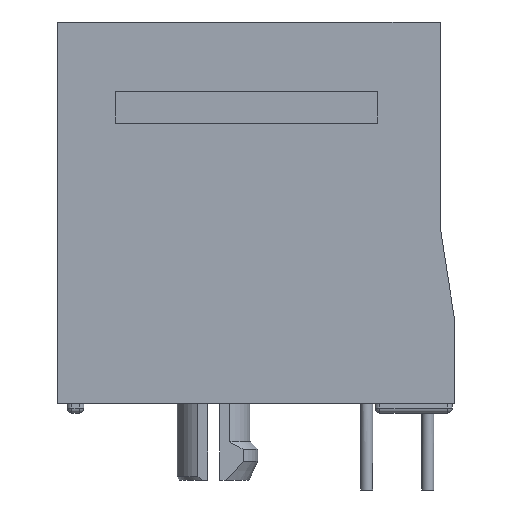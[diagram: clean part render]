
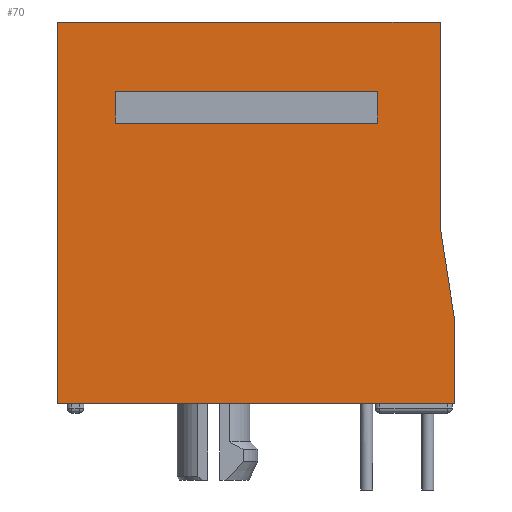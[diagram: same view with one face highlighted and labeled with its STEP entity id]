
A CAD part, left-side view. The second image highlights one B-rep face of the part: STEP entity #70.
In plain terms, the highlighted planar face has unit normal (-1, 0, 0).
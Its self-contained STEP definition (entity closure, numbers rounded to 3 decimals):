
#70=ADVANCED_FACE('',(#2851,#2853),#2855,.T.);
#2851=FACE_BOUND('',#2852,.T.);
#2852=EDGE_LOOP('',(#5121,#5122,#5123,#5124,#5125,#5126));
#2853=FACE_BOUND('',#2854,.T.);
#2854=EDGE_LOOP('',(#5127,#5128,#5129,#5130));
#2855=PLANE('',#2856);
#2856=AXIS2_PLACEMENT_3D('',#2857,#2858,#2859);
#2857=CARTESIAN_POINT('',(-6.73,0.,0.));
#2858=DIRECTION('',(-1.,0.,0.));
#2859=DIRECTION('',(0.,0.,-1.));
#5121=ORIENTED_EDGE('',*,*,#6625,.T.);
#5122=ORIENTED_EDGE('',*,*,#6626,.T.);
#5123=ORIENTED_EDGE('',*,*,#6627,.T.);
#5124=ORIENTED_EDGE('',*,*,#6628,.T.);
#5125=ORIENTED_EDGE('',*,*,#6629,.T.);
#5126=ORIENTED_EDGE('',*,*,#6630,.T.);
#5127=ORIENTED_EDGE('',*,*,#6631,.F.);
#5128=ORIENTED_EDGE('',*,*,#6632,.F.);
#5129=ORIENTED_EDGE('',*,*,#6633,.F.);
#5130=ORIENTED_EDGE('',*,*,#6634,.F.);
#6625=EDGE_CURVE('',#7408,#7409,#7410,.T.);
#6626=EDGE_CURVE('',#7409,#7411,#7412,.T.);
#6627=EDGE_CURVE('',#7411,#7413,#7414,.T.);
#6628=EDGE_CURVE('',#7413,#7415,#7416,.T.);
#6629=EDGE_CURVE('',#7415,#7417,#7418,.T.);
#6630=EDGE_CURVE('',#7417,#7408,#7419,.T.);
#6631=EDGE_CURVE('',#7420,#7421,#7422,.T.);
#6632=EDGE_CURVE('',#7423,#7420,#7424,.T.);
#6633=EDGE_CURVE('',#7425,#7423,#7426,.T.);
#6634=EDGE_CURVE('',#7421,#7425,#7427,.F.);
#7408=VERTEX_POINT('',#8649);
#7409=VERTEX_POINT('',#8650);
#7410=LINE('',#8651,#8652);
#7411=VERTEX_POINT('',#8654);
#7412=LINE('',#8655,#8656);
#7413=VERTEX_POINT('',#8658);
#7414=LINE('',#8659,#8660);
#7415=VERTEX_POINT('',#8662);
#7416=LINE('',#8663,#8664);
#7417=VERTEX_POINT('',#8666);
#7418=LINE('',#8667,#8668);
#7419=LINE('',#8670,#8671);
#7420=VERTEX_POINT('',#8673);
#7421=VERTEX_POINT('',#8674);
#7422=LINE('',#8675,#8676);
#7423=VERTEX_POINT('',#8678);
#7424=LINE('',#8679,#8680);
#7425=VERTEX_POINT('',#8682);
#7426=LINE('',#8683,#8684);
#7427=LINE('',#8686,#8687);
#8649=CARTESIAN_POINT('',(-6.73,-10.,0.4));
#8650=CARTESIAN_POINT('',(-6.73,-10.,3.9));
#8651=CARTESIAN_POINT('',(-6.73,-10.,0.4));
#8652=VECTOR('',#8653,1.);
#8653=DIRECTION('',(0.,0.,1.));
#8654=CARTESIAN_POINT('',(-6.73,-9.4,7.75));
#8655=CARTESIAN_POINT('',(-6.73,-10.,3.9));
#8656=VECTOR('',#8657,1.);
#8657=DIRECTION('',(0.,0.154,0.988));
#8658=CARTESIAN_POINT('',(-6.73,-9.4,16.25));
#8659=CARTESIAN_POINT('',(-6.73,-9.4,7.75));
#8660=VECTOR('',#8661,1.);
#8661=DIRECTION('',(0.,0.,1.));
#8662=CARTESIAN_POINT('',(-6.73,6.5,16.25));
#8663=CARTESIAN_POINT('',(-6.73,-9.4,16.25));
#8664=VECTOR('',#8665,1.);
#8665=DIRECTION('',(0.,1.,0.));
#8666=CARTESIAN_POINT('',(-6.73,6.5,0.4));
#8667=CARTESIAN_POINT('',(-6.73,6.5,16.25));
#8668=VECTOR('',#8669,1.);
#8669=DIRECTION('',(0.,0.,-1.));
#8670=CARTESIAN_POINT('',(-6.73,6.5,0.4));
#8671=VECTOR('',#8672,1.);
#8672=DIRECTION('',(0.,-1.,0.));
#8673=CARTESIAN_POINT('',(-6.73,4.1,13.35));
#8674=CARTESIAN_POINT('',(-6.73,4.1,12.05));
#8675=CARTESIAN_POINT('',(-6.73,4.1,13.35));
#8676=VECTOR('',#8677,1.);
#8677=DIRECTION('',(0.,0.,-1.));
#8678=CARTESIAN_POINT('',(-6.73,-6.8,13.35));
#8679=CARTESIAN_POINT('',(-6.73,-6.8,13.35));
#8680=VECTOR('',#8681,1.);
#8681=DIRECTION('',(0.,1.,0.));
#8682=CARTESIAN_POINT('',(-6.73,-6.8,12.05));
#8683=CARTESIAN_POINT('',(-6.73,-6.8,12.05));
#8684=VECTOR('',#8685,1.);
#8685=DIRECTION('',(0.,0.,1.));
#8686=CARTESIAN_POINT('',(-6.73,-6.8,12.05));
#8687=VECTOR('',#8688,1.);
#8688=DIRECTION('',(0.,1.,0.));
